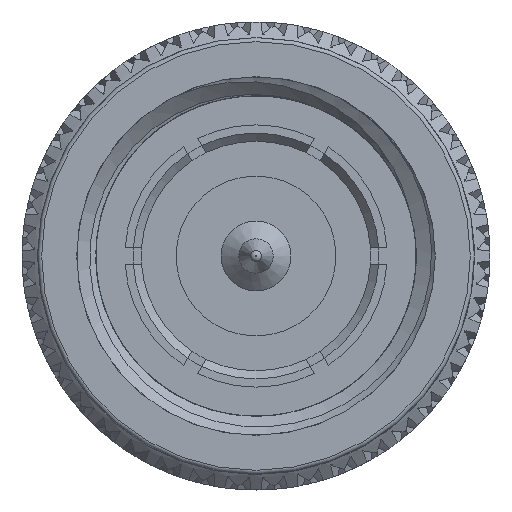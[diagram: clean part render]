
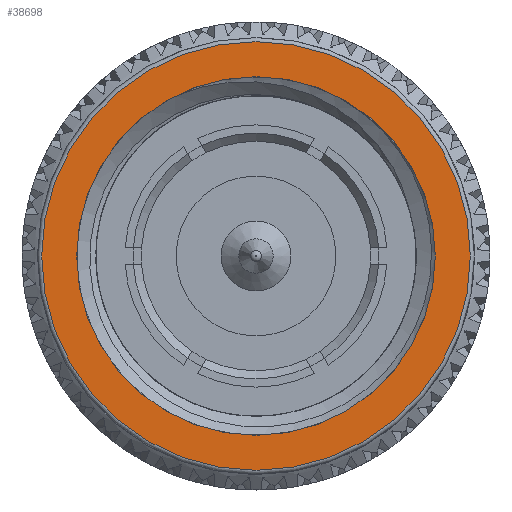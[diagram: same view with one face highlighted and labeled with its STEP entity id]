
A CAD part, left-side view. The second image highlights one B-rep face of the part: STEP entity #38698.
In plain terms, the highlighted planar face has unit normal (-1, 0, 0).
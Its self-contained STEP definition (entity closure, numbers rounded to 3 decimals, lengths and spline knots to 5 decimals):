
#2948 = EDGE_CURVE ( 'NONE', #4951, #4951, #116022, .T. ) ;
#4951 = VERTEX_POINT ( 'NONE', #6910 ) ;
#6465 = AXIS2_PLACEMENT_3D ( 'NONE', #73901, #64443, #65201 ) ;
#6910 = CARTESIAN_POINT ( 'NONE',  ( 0., -0.21875, 0. ) ) ;
#13676 = EDGE_LOOP ( 'NONE', ( #20153 ) ) ;
#20153 = ORIENTED_EDGE ( 'NONE', *, *, #85191, .T. ) ;
#23097 = VERTEX_POINT ( 'NONE', #42596 ) ;
#24655 = DIRECTION ( 'NONE',  ( 0., -1., 0. ) ) ;
#38698 = ADVANCED_FACE ( 'NONE', ( #111645, #76641 ), #62672, .F. ) ;
#42596 = CARTESIAN_POINT ( 'NONE',  ( 0., 0., -0.2615 ) ) ;
#44893 = DIRECTION ( 'NONE',  ( 0., 0., -1. ) ) ;
#50047 = EDGE_LOOP ( 'NONE', ( #67440 ) ) ;
#51604 = CIRCLE ( 'NONE', #6465, 0.2615 ) ;
#60859 = AXIS2_PLACEMENT_3D ( 'NONE', #80800, #63833, #44893 ) ;
#62672 = PLANE ( 'NONE',  #60859 ) ;
#63833 = DIRECTION ( 'NONE',  ( 1., 0., 0. ) ) ;
#64443 = DIRECTION ( 'NONE',  ( -1., 0., 0. ) ) ;
#65201 = DIRECTION ( 'NONE',  ( 0., 0., -1. ) ) ;
#67440 = ORIENTED_EDGE ( 'NONE', *, *, #2948, .F. ) ;
#73901 = CARTESIAN_POINT ( 'NONE',  ( 0., 0., 0. ) ) ;
#76641 = FACE_OUTER_BOUND ( 'NONE', #13676, .T. ) ;
#80800 = CARTESIAN_POINT ( 'NONE',  ( 0., 0.2665, 0. ) ) ;
#85191 = EDGE_CURVE ( 'NONE', #23097, #23097, #51604, .T. ) ;
#87248 = DIRECTION ( 'NONE',  ( -1., 0., 0. ) ) ;
#88857 = AXIS2_PLACEMENT_3D ( 'NONE', #95479, #87248, #24655 ) ;
#95479 = CARTESIAN_POINT ( 'NONE',  ( 0., 0., 0. ) ) ;
#111645 = FACE_BOUND ( 'NONE', #50047, .T. ) ;
#116022 = CIRCLE ( 'NONE', #88857, 0.21875 ) ;
